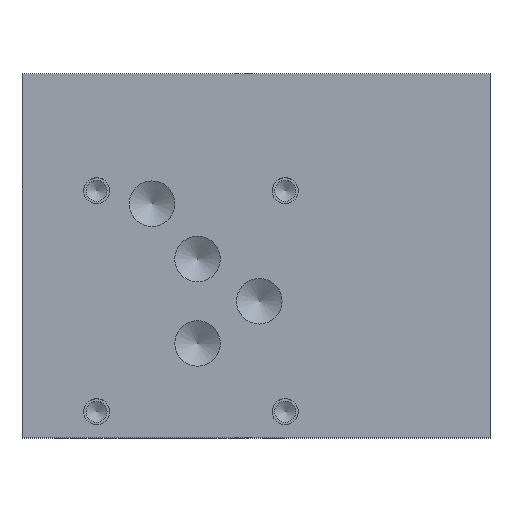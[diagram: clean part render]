
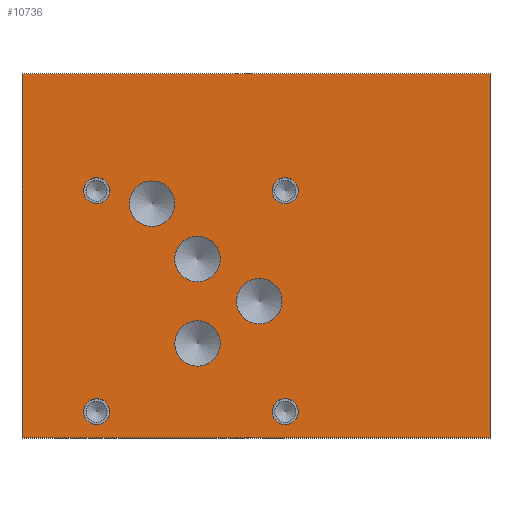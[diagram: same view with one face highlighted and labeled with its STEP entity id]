
A CAD part, top view. The second image highlights one B-rep face of the part: STEP entity #10736.
In plain terms, the highlighted planar face has unit normal (0, 0, 1).
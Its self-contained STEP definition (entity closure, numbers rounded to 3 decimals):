
#259=CIRCLE('',#11270,5.556);
#260=CIRCLE('',#11271,5.556);
#263=CIRCLE('',#11276,5.556);
#264=CIRCLE('',#11277,5.556);
#267=CIRCLE('',#11282,5.563);
#268=CIRCLE('',#11283,5.563);
#271=CIRCLE('',#11288,5.563);
#272=CIRCLE('',#11289,5.563);
#278=CIRCLE('',#11298,3.175);
#279=CIRCLE('',#11299,3.175);
#285=CIRCLE('',#11309,3.175);
#286=CIRCLE('',#11310,3.175);
#292=CIRCLE('',#11320,3.175);
#293=CIRCLE('',#11321,3.175);
#299=CIRCLE('',#11331,3.175);
#300=CIRCLE('',#11332,3.175);
#389=FACE_BOUND('',#1874,.T.);
#390=FACE_BOUND('',#1875,.T.);
#391=FACE_BOUND('',#1876,.T.);
#392=FACE_BOUND('',#1877,.T.);
#393=FACE_BOUND('',#1878,.T.);
#394=FACE_BOUND('',#1879,.T.);
#395=FACE_BOUND('',#1880,.T.);
#396=FACE_BOUND('',#1881,.T.);
#707=PLANE('',#11366);
#1255=FACE_OUTER_BOUND('',#1873,.T.);
#1873=EDGE_LOOP('',(#9608,#9609,#9610,#9611));
#1874=EDGE_LOOP('',(#9612,#9613));
#1875=EDGE_LOOP('',(#9614,#9615));
#1876=EDGE_LOOP('',(#9616,#9617));
#1877=EDGE_LOOP('',(#9618,#9619));
#1878=EDGE_LOOP('',(#9620,#9621));
#1879=EDGE_LOOP('',(#9622,#9623));
#1880=EDGE_LOOP('',(#9624,#9625));
#1881=EDGE_LOOP('',(#9626,#9627));
#1917=LINE('',#13797,#2903);
#2001=LINE('',#14121,#2987);
#2316=LINE('',#16561,#3302);
#2868=LINE('',#18563,#3854);
#2903=VECTOR('',#11424,10.);
#2987=VECTOR('',#11580,10.);
#3302=VECTOR('',#12073,10.);
#3854=VECTOR('',#13579,10.);
#4180=VERTEX_POINT('',#13794);
#4181=VERTEX_POINT('',#13796);
#4256=VERTEX_POINT('',#14118);
#4257=VERTEX_POINT('',#14120);
#5097=VERTEX_POINT('',#18373);
#5098=VERTEX_POINT('',#18374);
#5102=VERTEX_POINT('',#18386);
#5103=VERTEX_POINT('',#18387);
#5107=VERTEX_POINT('',#18399);
#5108=VERTEX_POINT('',#18400);
#5112=VERTEX_POINT('',#18412);
#5113=VERTEX_POINT('',#18413);
#5120=VERTEX_POINT('',#18432);
#5121=VERTEX_POINT('',#18433);
#5128=VERTEX_POINT('',#18454);
#5129=VERTEX_POINT('',#18455);
#5136=VERTEX_POINT('',#18476);
#5137=VERTEX_POINT('',#18477);
#5144=VERTEX_POINT('',#18498);
#5145=VERTEX_POINT('',#18499);
#5215=EDGE_CURVE('',#4181,#4180,#1917,.T.);
#5323=EDGE_CURVE('',#4257,#4256,#2001,.T.);
#5856=EDGE_CURVE('',#4256,#4181,#2316,.T.);
#6565=EDGE_CURVE('',#5097,#5098,#259,.T.);
#6566=EDGE_CURVE('',#5098,#5097,#260,.T.);
#6571=EDGE_CURVE('',#5102,#5103,#263,.T.);
#6572=EDGE_CURVE('',#5103,#5102,#264,.T.);
#6577=EDGE_CURVE('',#5107,#5108,#267,.T.);
#6578=EDGE_CURVE('',#5108,#5107,#268,.T.);
#6583=EDGE_CURVE('',#5112,#5113,#271,.T.);
#6584=EDGE_CURVE('',#5113,#5112,#272,.T.);
#6592=EDGE_CURVE('',#5120,#5121,#278,.T.);
#6593=EDGE_CURVE('',#5121,#5120,#279,.T.);
#6602=EDGE_CURVE('',#5128,#5129,#285,.T.);
#6603=EDGE_CURVE('',#5129,#5128,#286,.T.);
#6612=EDGE_CURVE('',#5136,#5137,#292,.T.);
#6613=EDGE_CURVE('',#5137,#5136,#293,.T.);
#6622=EDGE_CURVE('',#5144,#5145,#299,.T.);
#6623=EDGE_CURVE('',#5145,#5144,#300,.T.);
#6653=EDGE_CURVE('',#4180,#4257,#2868,.T.);
#9608=ORIENTED_EDGE('',*,*,#5856,.T.);
#9609=ORIENTED_EDGE('',*,*,#5215,.T.);
#9610=ORIENTED_EDGE('',*,*,#6653,.T.);
#9611=ORIENTED_EDGE('',*,*,#5323,.T.);
#9612=ORIENTED_EDGE('',*,*,#6565,.T.);
#9613=ORIENTED_EDGE('',*,*,#6566,.T.);
#9614=ORIENTED_EDGE('',*,*,#6571,.T.);
#9615=ORIENTED_EDGE('',*,*,#6572,.T.);
#9616=ORIENTED_EDGE('',*,*,#6577,.T.);
#9617=ORIENTED_EDGE('',*,*,#6578,.T.);
#9618=ORIENTED_EDGE('',*,*,#6583,.T.);
#9619=ORIENTED_EDGE('',*,*,#6584,.T.);
#9620=ORIENTED_EDGE('',*,*,#6592,.T.);
#9621=ORIENTED_EDGE('',*,*,#6593,.T.);
#9622=ORIENTED_EDGE('',*,*,#6602,.T.);
#9623=ORIENTED_EDGE('',*,*,#6603,.T.);
#9624=ORIENTED_EDGE('',*,*,#6612,.T.);
#9625=ORIENTED_EDGE('',*,*,#6613,.T.);
#9626=ORIENTED_EDGE('',*,*,#6622,.T.);
#9627=ORIENTED_EDGE('',*,*,#6623,.T.);
#10736=ADVANCED_FACE('',(#1255,#389,#390,#391,#392,#393,#394,#395,#396),
#707,.T.);
#11270=AXIS2_PLACEMENT_3D('',#18375,#13363,#13364);
#11271=AXIS2_PLACEMENT_3D('',#18376,#13365,#13366);
#11276=AXIS2_PLACEMENT_3D('',#18388,#13377,#13378);
#11277=AXIS2_PLACEMENT_3D('',#18389,#13379,#13380);
#11282=AXIS2_PLACEMENT_3D('',#18401,#13391,#13392);
#11283=AXIS2_PLACEMENT_3D('',#18402,#13393,#13394);
#11288=AXIS2_PLACEMENT_3D('',#18414,#13405,#13406);
#11289=AXIS2_PLACEMENT_3D('',#18415,#13407,#13408);
#11298=AXIS2_PLACEMENT_3D('',#18434,#13427,#13428);
#11299=AXIS2_PLACEMENT_3D('',#18435,#13429,#13430);
#11309=AXIS2_PLACEMENT_3D('',#18456,#13452,#13453);
#11310=AXIS2_PLACEMENT_3D('',#18457,#13454,#13455);
#11320=AXIS2_PLACEMENT_3D('',#18478,#13477,#13478);
#11321=AXIS2_PLACEMENT_3D('',#18479,#13479,#13480);
#11331=AXIS2_PLACEMENT_3D('',#18500,#13502,#13503);
#11332=AXIS2_PLACEMENT_3D('',#18501,#13504,#13505);
#11366=AXIS2_PLACEMENT_3D('',#18566,#13584,#13585);
#11424=DIRECTION('',(0.,1.,0.));
#11580=DIRECTION('',(0.,-1.,0.));
#12073=DIRECTION('',(1.,0.,0.));
#13363=DIRECTION('center_axis',(0.,0.,-1.));
#13364=DIRECTION('ref_axis',(1.,0.,0.));
#13365=DIRECTION('center_axis',(0.,0.,-1.));
#13366=DIRECTION('ref_axis',(1.,0.,0.));
#13377=DIRECTION('center_axis',(0.,0.,-1.));
#13378=DIRECTION('ref_axis',(1.,0.,0.));
#13379=DIRECTION('center_axis',(0.,0.,-1.));
#13380=DIRECTION('ref_axis',(1.,0.,0.));
#13391=DIRECTION('center_axis',(0.,0.,-1.));
#13392=DIRECTION('ref_axis',(1.,0.,0.));
#13393=DIRECTION('center_axis',(0.,0.,-1.));
#13394=DIRECTION('ref_axis',(1.,0.,0.));
#13405=DIRECTION('center_axis',(0.,0.,-1.));
#13406=DIRECTION('ref_axis',(1.,0.,0.));
#13407=DIRECTION('center_axis',(0.,0.,-1.));
#13408=DIRECTION('ref_axis',(1.,0.,0.));
#13427=DIRECTION('center_axis',(0.,0.,-1.));
#13428=DIRECTION('ref_axis',(1.,0.,0.));
#13429=DIRECTION('center_axis',(0.,0.,-1.));
#13430=DIRECTION('ref_axis',(1.,0.,0.));
#13452=DIRECTION('center_axis',(0.,0.,-1.));
#13453=DIRECTION('ref_axis',(1.,0.,0.));
#13454=DIRECTION('center_axis',(0.,0.,-1.));
#13455=DIRECTION('ref_axis',(1.,0.,0.));
#13477=DIRECTION('center_axis',(0.,0.,-1.));
#13478=DIRECTION('ref_axis',(1.,0.,0.));
#13479=DIRECTION('center_axis',(0.,0.,-1.));
#13480=DIRECTION('ref_axis',(1.,0.,0.));
#13502=DIRECTION('center_axis',(0.,0.,-1.));
#13503=DIRECTION('ref_axis',(1.,0.,0.));
#13504=DIRECTION('center_axis',(0.,0.,-1.));
#13505=DIRECTION('ref_axis',(1.,0.,0.));
#13579=DIRECTION('',(-1.,0.,0.));
#13584=DIRECTION('center_axis',(0.,0.,1.));
#13585=DIRECTION('ref_axis',(1.,0.,0.));
#13794=CARTESIAN_POINT('',(114.3,88.9,88.9));
#13796=CARTESIAN_POINT('',(114.3,0.,88.9));
#13797=CARTESIAN_POINT('',(114.3,0.,88.9));
#14118=CARTESIAN_POINT('',(0.,0.,88.9));
#14120=CARTESIAN_POINT('',(0.,88.9,88.9));
#14121=CARTESIAN_POINT('',(0.,88.9,88.9));
#16561=CARTESIAN_POINT('',(0.,0.,88.9));
#18373=CARTESIAN_POINT('',(48.419,43.642,88.9));
#18374=CARTESIAN_POINT('',(37.306,43.642,88.9));
#18375=CARTESIAN_POINT('Origin',(42.863,43.642,88.9));
#18376=CARTESIAN_POINT('Origin',(42.863,43.642,88.9));
#18386=CARTESIAN_POINT('',(48.424,23.007,88.9));
#18387=CARTESIAN_POINT('',(37.311,23.007,88.9));
#18388=CARTESIAN_POINT('Origin',(42.868,23.007,88.9));
#18389=CARTESIAN_POINT('Origin',(42.868,23.007,88.9));
#18399=CARTESIAN_POINT('',(63.525,33.325,88.9));
#18400=CARTESIAN_POINT('',(52.4,33.325,88.9));
#18401=CARTESIAN_POINT('Origin',(57.963,33.325,88.9));
#18402=CARTESIAN_POINT('Origin',(57.963,33.325,88.9));
#18412=CARTESIAN_POINT('',(37.313,57.15,88.9));
#18413=CARTESIAN_POINT('',(26.187,57.15,88.9));
#18414=CARTESIAN_POINT('Origin',(31.75,57.15,88.9));
#18415=CARTESIAN_POINT('Origin',(31.75,57.15,88.9));
#18432=CARTESIAN_POINT('',(67.462,6.363,88.9));
#18433=CARTESIAN_POINT('',(61.112,6.363,88.9));
#18434=CARTESIAN_POINT('Origin',(64.287,6.363,88.9));
#18435=CARTESIAN_POINT('Origin',(64.287,6.363,88.9));
#18454=CARTESIAN_POINT('',(21.412,60.325,88.9));
#18455=CARTESIAN_POINT('',(15.062,60.325,88.9));
#18456=CARTESIAN_POINT('Origin',(18.237,60.325,88.9));
#18457=CARTESIAN_POINT('Origin',(18.237,60.325,88.9));
#18476=CARTESIAN_POINT('',(67.462,60.325,88.9));
#18477=CARTESIAN_POINT('',(61.112,60.325,88.9));
#18478=CARTESIAN_POINT('Origin',(64.287,60.325,88.9));
#18479=CARTESIAN_POINT('Origin',(64.287,60.325,88.9));
#18498=CARTESIAN_POINT('',(21.412,6.35,88.9));
#18499=CARTESIAN_POINT('',(15.062,6.35,88.9));
#18500=CARTESIAN_POINT('Origin',(18.237,6.35,88.9));
#18501=CARTESIAN_POINT('Origin',(18.237,6.35,88.9));
#18563=CARTESIAN_POINT('',(114.3,88.9,88.9));
#18566=CARTESIAN_POINT('Origin',(57.15,44.45,88.9));
